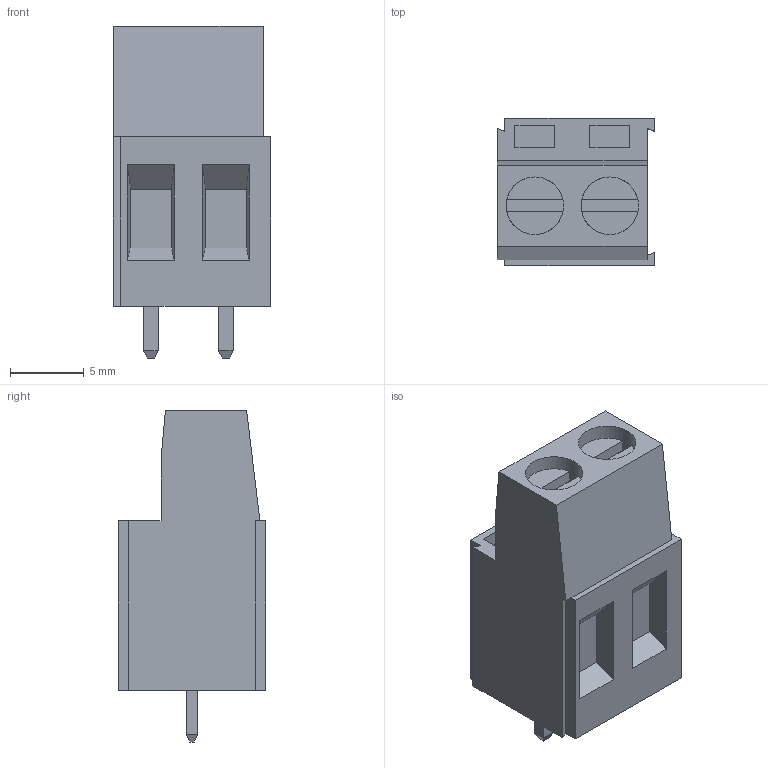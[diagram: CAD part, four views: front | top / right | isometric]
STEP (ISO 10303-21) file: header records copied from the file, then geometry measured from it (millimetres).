
FILE_DESCRIPTION(/* description */ (''),/* implementation_level */ '2;1');
FILE_NAME(/* name */ 'Bornier 2 voies - Phoenix MKDNS - TE282857.step',/* time_stamp */ '2022-04-27T11:21:46+02:00',/* author */ (''),/* organization */ (''),/* preprocessor_version */ 'ST-DEVELOPER v18.1',/* originating_system */ 'Autodesk Translation Framework v10.14.0.1471',/* authorisation */ '');
FILE_SCHEMA (('AUTOMOTIVE_DESIGN { 1 0 10303 214 3 1 1 }'));
Length unit declared in the file: millimetre
Products named in the file (2): TE_282857-2; 27837431.f3d 
Assembly tree (1 placements, depth 2):
  TE_282857-2
    27837431.f3d 
Bounding box: 10.66 x 10 x 22.5 mm (x, y, z)
Volume: 1563.6 mm3; surface area: 1047.5 mm2
Topology: 1 solids, 1 shells, 70 faces, 171 edges, 111 vertices
Faces by surface type: plane 68, cylinder 2
Full cylindrical faces by diameter (mm): 3.9 x2
Entity records: 2075 total; most frequent: CARTESIAN_POINT 355, ORIENTED_EDGE 342, DIRECTION 329, EDGE_CURVE 171, LINE 159, VECTOR 159, VERTEX_POINT 111, AXIS2_PLACEMENT_3D 85
